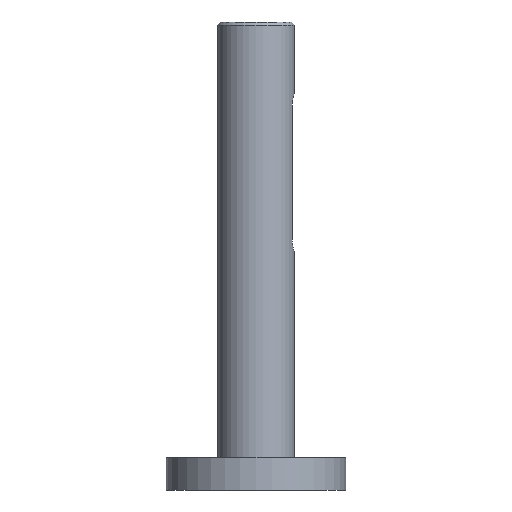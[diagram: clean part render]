
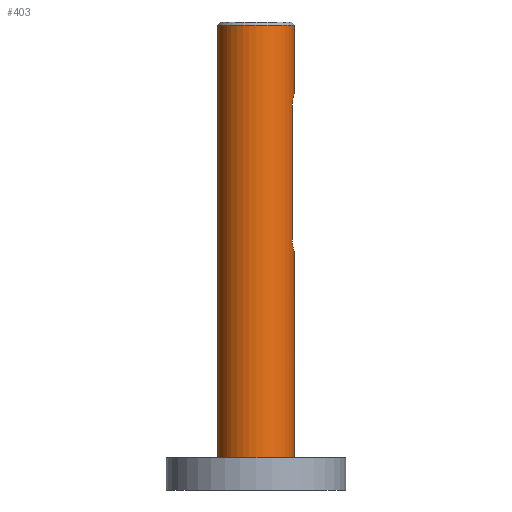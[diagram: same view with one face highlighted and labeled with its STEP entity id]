
A CAD part, front view. The second image highlights one B-rep face of the part: STEP entity #403.
In plain terms, the highlighted cylindrical face has radius 6 mm (diameter 12 mm), a partial arc.
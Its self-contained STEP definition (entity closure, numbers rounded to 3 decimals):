
#47 = CIRCLE ( 'NONE', #1052, 6. ) ;
#49 = B_SPLINE_CURVE_WITH_KNOTS ( 'NONE', 3,
 ( #465, #203, #1077, #1459, #467, #596, #585, #92, #224, #967, #481, #1361, #856, #729, #747, #1613 ),
 .UNSPECIFIED., .F., .F.,
 ( 4, 2, 2, 2, 2, 2, 2, 4 ),
 ( 0.003, 0.004, 0.004, 0.004, 0.005, 0.005, 0.006, 0.006 ),
 .UNSPECIFIED. ) ;
#62 = B_SPLINE_CURVE_WITH_KNOTS ( 'NONE', 3,
 ( #1573, #1332, #1325, #1222, #709, #960, #589, #1075, #583, #828, #477, #1441, #1579, #698, #1565, #1346 ),
 .UNSPECIFIED., .F., .F.,
 ( 4, 2, 2, 2, 2, 2, 2, 4 ),
 ( 0., 0., 0.001, 0.001, 0.002, 0.002, 0.003, 0.003 ),
 .UNSPECIFIED. ) ;
#92 = CARTESIAN_POINT ( 'NONE',  ( 5.875, 12.026, 37.411 ) ) ;
#147 = VERTEX_POINT ( 'NONE', #1571 ) ;
#153 = CARTESIAN_POINT ( 'NONE',  ( 6., 13.247, -11.971 ) ) ;
#203 = CARTESIAN_POINT ( 'NONE',  ( 6., 13.116, 37. ) ) ;
#214 = FACE_OUTER_BOUND ( 'NONE', #732, .T. ) ;
#218 = VERTEX_POINT ( 'NONE', #543 ) ;
#224 = CARTESIAN_POINT ( 'NONE',  ( 5.853, 11.925, 37.494 ) ) ;
#249 = LINE ( 'NONE', #153, #498 ) ;
#333 = CARTESIAN_POINT ( 'NONE',  ( 5.657, 11.247, 39. ) ) ;
#403 = ADVANCED_FACE ( 'NONE', ( #214 ), #712, .T. ) ;
#450 = DIRECTION ( 'NONE',  ( 1., 0., 0. ) ) ;
#452 = EDGE_CURVE ( 'NONE', #802, #1497, #1449, .T. ) ;
#456 = ORIENTED_EDGE ( 'NONE', *, *, #1312, .T. ) ;
#457 = CARTESIAN_POINT ( 'NONE',  ( -6., 13.247, 72.5 ) ) ;
#465 = CARTESIAN_POINT ( 'NONE',  ( 6., 13.247, 37. ) ) ;
#467 = CARTESIAN_POINT ( 'NONE',  ( 5.966, 12.6, 37.103 ) ) ;
#477 = CARTESIAN_POINT ( 'NONE',  ( 5.92, 12.238, 61.747 ) ) ;
#479 = LINE ( 'NONE', #639, #534 ) ;
#481 = CARTESIAN_POINT ( 'NONE',  ( 5.786, 11.659, 37.778 ) ) ;
#485 = ORIENTED_EDGE ( 'NONE', *, *, #1527, .T. ) ;
#498 = VECTOR ( 'NONE', #1029, 1000. ) ;
#514 = CARTESIAN_POINT ( 'NONE',  ( 0., 13.247, 5. ) ) ;
#534 = VECTOR ( 'NONE', #755, 1000. ) ;
#543 = CARTESIAN_POINT ( 'NONE',  ( 6., 13.247, 37. ) ) ;
#557 = VERTEX_POINT ( 'NONE', #1493 ) ;
#583 = CARTESIAN_POINT ( 'NONE',  ( 5.809, 11.742, 61.323 ) ) ;
#585 = CARTESIAN_POINT ( 'NONE',  ( 5.916, 12.242, 37.266 ) ) ;
#589 = CARTESIAN_POINT ( 'NONE',  ( 5.744, 11.513, 61.005 ) ) ;
#596 = CARTESIAN_POINT ( 'NONE',  ( 5.935, 12.357, 37.204 ) ) ;
#609 = CARTESIAN_POINT ( 'NONE',  ( -6., 13.247, -11.971 ) ) ;
#639 = CARTESIAN_POINT ( 'NONE',  ( 6., 13.247, -11.971 ) ) ;
#656 = AXIS2_PLACEMENT_3D ( 'NONE', #1455, #1314, #838 ) ;
#684 = VERTEX_POINT ( 'NONE', #1292 ) ;
#698 = CARTESIAN_POINT ( 'NONE',  ( 5.996, 12.985, 61.987 ) ) ;
#709 = CARTESIAN_POINT ( 'NONE',  ( 5.693, 11.351, 60.649 ) ) ;
#712 = CYLINDRICAL_SURFACE ( 'NONE', #656, 6. ) ;
#729 = CARTESIAN_POINT ( 'NONE',  ( 5.677, 11.301, 38.471 ) ) ;
#732 = EDGE_LOOP ( 'NONE', ( #1416, #1151, #1320, #485, #1614, #1442, #456, #1386 ) ) ;
#741 = EDGE_CURVE ( 'NONE', #147, #1497, #47, .T. ) ;
#747 = CARTESIAN_POINT ( 'NONE',  ( 5.657, 11.247, 38.734 ) ) ;
#755 = DIRECTION ( 'NONE',  ( 0., 0., 1. ) ) ;
#802 = VERTEX_POINT ( 'NONE', #1430 ) ;
#828 = CARTESIAN_POINT ( 'NONE',  ( 5.876, 12.017, 61.598 ) ) ;
#838 = DIRECTION ( 'NONE',  ( 1., 0., 0. ) ) ;
#848 = VECTOR ( 'NONE', #1103, 1000. ) ;
#851 = CARTESIAN_POINT ( 'NONE',  ( 6., 13.247, 5. ) ) ;
#856 = CARTESIAN_POINT ( 'NONE',  ( 5.725, 11.451, 38.111 ) ) ;
#861 = VERTEX_POINT ( 'NONE', #333 ) ;
#863 = EDGE_CURVE ( 'NONE', #684, #557, #62, .T. ) ;
#880 = CIRCLE ( 'NONE', #1042, 6. ) ;
#908 = VERTEX_POINT ( 'NONE', #851 ) ;
#960 = CARTESIAN_POINT ( 'NONE',  ( 5.725, 11.452, 60.89 ) ) ;
#967 = CARTESIAN_POINT ( 'NONE',  ( 5.809, 11.741, 37.678 ) ) ;
#1029 = DIRECTION ( 'NONE',  ( 0., 0., 1. ) ) ;
#1042 = AXIS2_PLACEMENT_3D ( 'NONE', #514, #1369, #1272 ) ;
#1052 = AXIS2_PLACEMENT_3D ( 'NONE', #1067, #1185, #450 ) ;
#1065 = LINE ( 'NONE', #1605, #1337 ) ;
#1067 = CARTESIAN_POINT ( 'NONE',  ( 0., 13.247, 72.5 ) ) ;
#1075 = CARTESIAN_POINT ( 'NONE',  ( 5.786, 11.658, 61.221 ) ) ;
#1077 = CARTESIAN_POINT ( 'NONE',  ( 5.996, 12.982, 37.013 ) ) ;
#1103 = DIRECTION ( 'NONE',  ( 0., 0., 1. ) ) ;
#1143 = EDGE_CURVE ( 'NONE', #861, #684, #1065, .T. ) ;
#1151 = ORIENTED_EDGE ( 'NONE', *, *, #1582, .T. ) ;
#1185 = DIRECTION ( 'NONE',  ( 0., 0., -1. ) ) ;
#1222 = CARTESIAN_POINT ( 'NONE',  ( 5.679, 11.312, 60.521 ) ) ;
#1248 = EDGE_CURVE ( 'NONE', #908, #218, #479, .T. ) ;
#1272 = DIRECTION ( 'NONE',  ( 1., 0., 0. ) ) ;
#1292 = CARTESIAN_POINT ( 'NONE',  ( 5.657, 11.247, 60. ) ) ;
#1312 = EDGE_CURVE ( 'NONE', #557, #147, #249, .T. ) ;
#1314 = DIRECTION ( 'NONE',  ( 0., 0., 1. ) ) ;
#1320 = ORIENTED_EDGE ( 'NONE', *, *, #1248, .T. ) ;
#1325 = CARTESIAN_POINT ( 'NONE',  ( 5.662, 11.26, 60.264 ) ) ;
#1332 = CARTESIAN_POINT ( 'NONE',  ( 5.657, 11.247, 60.133 ) ) ;
#1337 = VECTOR ( 'NONE', #1479, 1000. ) ;
#1346 = CARTESIAN_POINT ( 'NONE',  ( 6., 13.247, 62. ) ) ;
#1361 = CARTESIAN_POINT ( 'NONE',  ( 5.745, 11.514, 37.994 ) ) ;
#1369 = DIRECTION ( 'NONE',  ( 0., 0., 1. ) ) ;
#1386 = ORIENTED_EDGE ( 'NONE', *, *, #741, .T. ) ;
#1416 = ORIENTED_EDGE ( 'NONE', *, *, #452, .F. ) ;
#1430 = CARTESIAN_POINT ( 'NONE',  ( -6., 13.247, 5. ) ) ;
#1441 = CARTESIAN_POINT ( 'NONE',  ( 5.966, 12.599, 61.897 ) ) ;
#1442 = ORIENTED_EDGE ( 'NONE', *, *, #863, .T. ) ;
#1449 = LINE ( 'NONE', #609, #848 ) ;
#1455 = CARTESIAN_POINT ( 'NONE',  ( 0., 13.247, -11.971 ) ) ;
#1459 = CARTESIAN_POINT ( 'NONE',  ( 5.979, 12.725, 37.065 ) ) ;
#1479 = DIRECTION ( 'NONE',  ( 0., 0., 1. ) ) ;
#1493 = CARTESIAN_POINT ( 'NONE',  ( 6., 13.247, 62. ) ) ;
#1497 = VERTEX_POINT ( 'NONE', #457 ) ;
#1527 = EDGE_CURVE ( 'NONE', #218, #861, #49, .T. ) ;
#1565 = CARTESIAN_POINT ( 'NONE',  ( 6., 13.116, 62. ) ) ;
#1571 = CARTESIAN_POINT ( 'NONE',  ( 6., 13.247, 72.5 ) ) ;
#1573 = CARTESIAN_POINT ( 'NONE',  ( 5.657, 11.247, 60. ) ) ;
#1579 = CARTESIAN_POINT ( 'NONE',  ( 5.979, 12.726, 61.935 ) ) ;
#1582 = EDGE_CURVE ( 'NONE', #802, #908, #880, .T. ) ;
#1605 = CARTESIAN_POINT ( 'NONE',  ( 5.657, 11.247, -11.971 ) ) ;
#1613 = CARTESIAN_POINT ( 'NONE',  ( 5.657, 11.247, 39. ) ) ;
#1614 = ORIENTED_EDGE ( 'NONE', *, *, #1143, .T. ) ;
